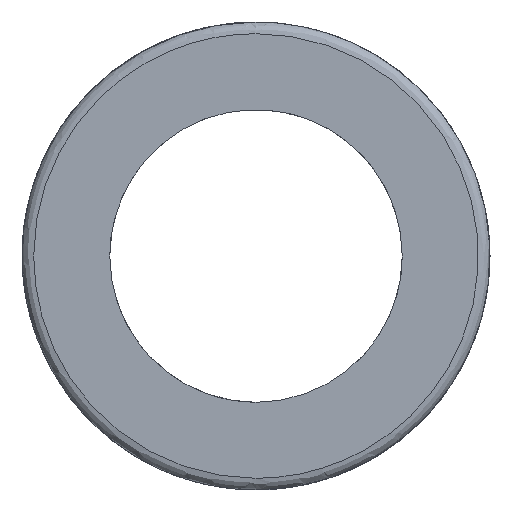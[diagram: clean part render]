
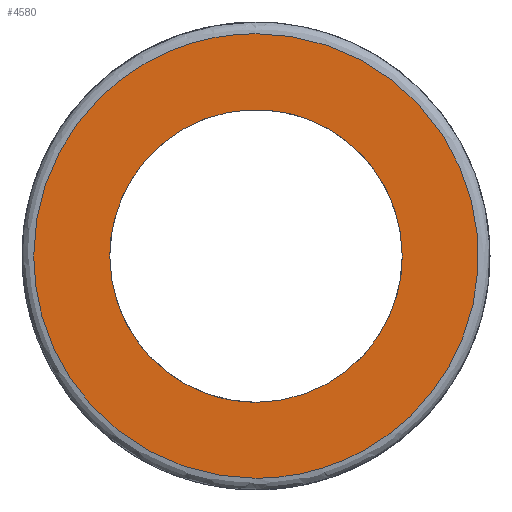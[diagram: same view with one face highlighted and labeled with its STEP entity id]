
A CAD part, left-side view. The second image highlights one B-rep face of the part: STEP entity #4580.
In plain terms, the highlighted free-form (B-spline) face has degree [1, 1] with [2, 2] control points.
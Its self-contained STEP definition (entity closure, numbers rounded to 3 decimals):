
#3470 = CARTESIAN_POINT ('', (0., 19., 0.));
#3480 = VERTEX_POINT ('', #3470);
#3490 = CARTESIAN_POINT ('', (0., 0., 19.));
#3500 = VERTEX_POINT ('', #3490);
#3510 = CARTESIAN_POINT ('', (0., 19., 0.));
#3520 = CARTESIAN_POINT ('', (0., 19., 12.667));
#3530 = CARTESIAN_POINT ('', (0., 9.5, 19.));
#3540 = CARTESIAN_POINT ('', (0., 0., 19.));
#3550 = (
   BOUNDED_CURVE ()
   B_SPLINE_CURVE (3, (#3510, #3520, #3530, #3540), .UNSPECIFIED., .F., .U.)
   B_SPLINE_CURVE_WITH_KNOTS ((4, 4), (0., 1.), .UNSPECIFIED.)
   CURVE ()
   GEOMETRIC_REPRESENTATION_ITEM ()
   RATIONAL_B_SPLINE_CURVE ((0.478, 0.478, 0.638, 0.957))
   REPRESENTATION_ITEM ('')
);
#3560 = EDGE_CURVE ('', #3480, #3500, #3550, .T.);
#3680 = CARTESIAN_POINT ('', (0., 0., -19.));
#3690 = VERTEX_POINT ('', #3680);
#3700 = CARTESIAN_POINT ('', (0., 0., 19.));
#3710 = CARTESIAN_POINT ('', (0., -38., 19.));
#3720 = CARTESIAN_POINT ('', (0., -38., -19.));
#3730 = CARTESIAN_POINT ('', (0., 0., -19.));
#3740 = (
   BOUNDED_CURVE ()
   B_SPLINE_CURVE (3, (#3700, #3710, #3720, #3730), .UNSPECIFIED., .F., .U.)
   B_SPLINE_CURVE_WITH_KNOTS ((4, 4), (0., 1.), .UNSPECIFIED.)
   CURVE ()
   GEOMETRIC_REPRESENTATION_ITEM ()
   RATIONAL_B_SPLINE_CURVE ((0.957, 0.319, 0.319, 0.957))
   REPRESENTATION_ITEM ('')
);
#3750 = EDGE_CURVE ('', #3500, #3690, #3740, .T.);
#3770 = CARTESIAN_POINT ('', (0., 0., -19.));
#3780 = CARTESIAN_POINT ('', (0., 9.5, -19.));
#3790 = CARTESIAN_POINT ('', (0., 19., -12.667));
#3800 = CARTESIAN_POINT ('', (0., 19., 0.));
#3810 = (
   BOUNDED_CURVE ()
   B_SPLINE_CURVE (3, (#3770, #3780, #3790, #3800), .UNSPECIFIED., .F., .U.)
   B_SPLINE_CURVE_WITH_KNOTS ((4, 4), (0., 1.), .UNSPECIFIED.)
   CURVE ()
   GEOMETRIC_REPRESENTATION_ITEM ()
   RATIONAL_B_SPLINE_CURVE ((0.957, 0.638, 0.478, 0.478))
   REPRESENTATION_ITEM ('')
);
#3820 = EDGE_CURVE ('', #3690, #3480, #3810, .T.);
#4160 = ORIENTED_EDGE ('', *, *, #3750, .F.);
#4170 = ORIENTED_EDGE ('', *, *, #3560, .F.);
#4180 = ORIENTED_EDGE ('', *, *, #3820, .F.);
#4190 = EDGE_LOOP ('', (#4160, #4170, #4180));
#4200 = FACE_OUTER_BOUND ('', #4190, .T.);
#4210 = CARTESIAN_POINT ('', (0., 0., -12.5));
#4220 = VERTEX_POINT ('', #4210);
#4230 = CARTESIAN_POINT ('', (0., -12.5, 0.));
#4240 = VERTEX_POINT ('', #4230);
#4250 = CARTESIAN_POINT ('', (0., 0., -12.5));
#4260 = CARTESIAN_POINT ('', (0., -6.25, -12.5));
#4270 = CARTESIAN_POINT ('', (0., -12.5, -8.333));
#4280 = CARTESIAN_POINT ('', (0., -12.5, 0.));
#4290 = (
   BOUNDED_CURVE ()
   B_SPLINE_CURVE (3, (#4250, #4260, #4270, #4280), .UNSPECIFIED., .F., .U.)
   B_SPLINE_CURVE_WITH_KNOTS ((4, 4), (0., 1.), .UNSPECIFIED.)
   CURVE ()
   GEOMETRIC_REPRESENTATION_ITEM ()
   RATIONAL_B_SPLINE_CURVE ((1., 0.667, 0.5, 0.5))
   REPRESENTATION_ITEM ('')
);
#4300 = EDGE_CURVE ('', #4220, #4240, #4290, .T.);
#4310 = ORIENTED_EDGE ('', *, *, #4300, .F.);
#4320 = CARTESIAN_POINT ('', (0., 12.5, 0.));
#4330 = VERTEX_POINT ('', #4320);
#4340 = CARTESIAN_POINT ('', (0., 12.5, 0.));
#4350 = CARTESIAN_POINT ('', (0., 12.5, -8.333));
#4360 = CARTESIAN_POINT ('', (0., 6.25, -12.5));
#4370 = CARTESIAN_POINT ('', (0., 0., -12.5));
#4380 = (
   BOUNDED_CURVE ()
   B_SPLINE_CURVE (3, (#4340, #4350, #4360, #4370), .UNSPECIFIED., .F., .U.)
   B_SPLINE_CURVE_WITH_KNOTS ((4, 4), (0., 1.), .UNSPECIFIED.)
   CURVE ()
   GEOMETRIC_REPRESENTATION_ITEM ()
   RATIONAL_B_SPLINE_CURVE ((0.5, 0.5, 0.667, 1.))
   REPRESENTATION_ITEM ('')
);
#4390 = EDGE_CURVE ('', #4330, #4220, #4380, .T.);
#4400 = ORIENTED_EDGE ('', *, *, #4390, .F.);
#4410 = CARTESIAN_POINT ('', (0., -12.5, 0.));
#4420 = CARTESIAN_POINT ('', (0., -12.5, 8.333));
#4430 = CARTESIAN_POINT ('', (0., -6.25, 12.5));
#4440 = CARTESIAN_POINT ('', (0., 0., 12.5));
#4450 = CARTESIAN_POINT ('', (0., 6.25, 12.5));
#4460 = CARTESIAN_POINT ('', (0., 12.5, 8.333));
#4470 = CARTESIAN_POINT ('', (0., 12.5, 0.));
#4480 = (
   BOUNDED_CURVE ()
   B_SPLINE_CURVE (3, (#4410, #4420, #4430, #4440, #4450, #4460, #4470), .UNSPECIFIED., .F., .U.)
   B_SPLINE_CURVE_WITH_KNOTS ((4, 3, 4), (0., 0.5, 1.), .UNSPECIFIED.)
   CURVE ()
   GEOMETRIC_REPRESENTATION_ITEM ()
   RATIONAL_B_SPLINE_CURVE ((0.5, 0.5, 0.667, 1., 0.667, 0.5, 0.5))
   REPRESENTATION_ITEM ('')
);
#4490 = EDGE_CURVE ('', #4240, #4330, #4480, .T.);
#4500 = ORIENTED_EDGE ('', *, *, #4490, .F.);
#4510 = EDGE_LOOP ('', (#4310, #4400, #4500));
#4520 = FACE_BOUND ('', #4510, .T.);
#4530 = CARTESIAN_POINT ('', (0., -19.229, 19.228));
#4540 = CARTESIAN_POINT ('', (0., -19.229, -19.228));
#4550 = CARTESIAN_POINT ('', (0., 19.228, 19.228));
#4560 = CARTESIAN_POINT ('', (0., 19.228, -19.228));
#4570 = B_SPLINE_SURFACE_WITH_KNOTS ('', 1, 1, ((#4530, #4540), (#4550, #4560)), .UNSPECIFIED., .F., .F., .U., (2, 2), (2, 2), (0., 1.), (0., 1.), .UNSPECIFIED.);
#4580 = ADVANCED_FACE ('', (#4200, #4520), #4570, .T.);
